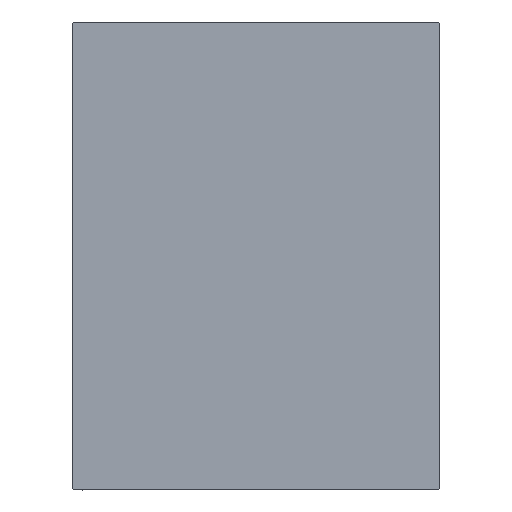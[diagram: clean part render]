
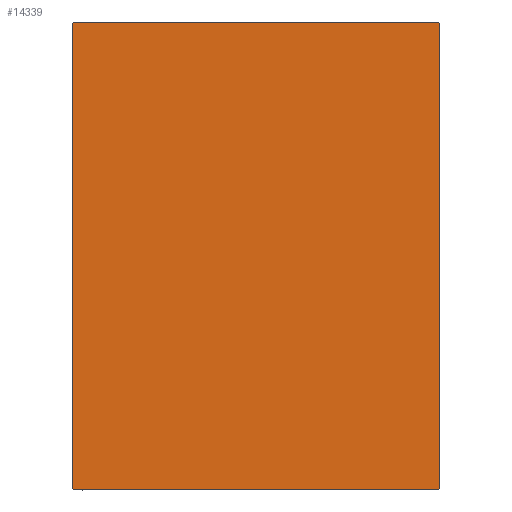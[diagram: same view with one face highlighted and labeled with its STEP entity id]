
A CAD part, left-side view. The second image highlights one B-rep face of the part: STEP entity #14339.
In plain terms, the highlighted face is planar.
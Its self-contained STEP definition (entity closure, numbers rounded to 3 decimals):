
#219 = ORIENTED_EDGE ( 'NONE', *, *, #22798, .T. ) ;
#771 = CARTESIAN_POINT ( 'NONE',  ( 173., -54.7, -70. ) ) ;
#1313 = CARTESIAN_POINT ( 'NONE',  ( 173., -55., -70. ) ) ;
#1759 = LINE ( 'NONE', #28123, #20637 ) ;
#2659 = VECTOR ( 'NONE', #19772, 1000. ) ;
#2889 = PLANE ( 'NONE',  #10237 ) ;
#3362 = VERTEX_POINT ( 'NONE', #37094 ) ;
#3513 = LINE ( 'NONE', #36934, #13328 ) ;
#3776 = LINE ( 'NONE', #14185, #9472 ) ;
#5394 = DIRECTION ( 'NONE',  ( 0., -1., 0. ) ) ;
#6440 = FACE_OUTER_BOUND ( 'NONE', #35053, .T. ) ;
#7763 = VECTOR ( 'NONE', #25838, 1000. ) ;
#7852 = EDGE_CURVE ( 'NONE', #10479, #14576, #16847, .T. ) ;
#7860 = EDGE_CURVE ( 'NONE', #35900, #10479, #3776, .T. ) ;
#8422 = DIRECTION ( 'NONE',  ( 0., -0.707, -0.707 ) ) ;
#8734 = LINE ( 'NONE', #33048, #2659 ) ;
#9472 = VECTOR ( 'NONE', #27689, 1000. ) ;
#10164 = EDGE_CURVE ( 'NONE', #12813, #22967, #29076, .T. ) ;
#10237 = AXIS2_PLACEMENT_3D ( 'NONE', #16613, #40082, #29890 ) ;
#10479 = VERTEX_POINT ( 'NONE', #31036 ) ;
#10602 = ORIENTED_EDGE ( 'NONE', *, *, #7860, .T. ) ;
#12342 = CARTESIAN_POINT ( 'NONE',  ( 173., 62.35, 62.35 ) ) ;
#12813 = VERTEX_POINT ( 'NONE', #20065 ) ;
#13328 = VECTOR ( 'NONE', #17015, 1000. ) ;
#14185 = CARTESIAN_POINT ( 'NONE',  ( 173., -55., 70. ) ) ;
#14339 = ADVANCED_FACE ( 'NONE', ( #6440 ), #2889, .T. ) ;
#14576 = VERTEX_POINT ( 'NONE', #771 ) ;
#15331 = ORIENTED_EDGE ( 'NONE', *, *, #28999, .T. ) ;
#16537 = VECTOR ( 'NONE', #17721, 1000. ) ;
#16613 = CARTESIAN_POINT ( 'NONE',  ( 173., 0., 0. ) ) ;
#16847 = LINE ( 'NONE', #30572, #16537 ) ;
#17015 = DIRECTION ( 'NONE',  ( 0., 0., 1. ) ) ;
#17721 = DIRECTION ( 'NONE',  ( 0., 0.707, -0.707 ) ) ;
#19194 = LINE ( 'NONE', #12342, #7763 ) ;
#19217 = ORIENTED_EDGE ( 'NONE', *, *, #31883, .T. ) ;
#19772 = DIRECTION ( 'NONE',  ( 0., 0.707, 0.707 ) ) ;
#20065 = CARTESIAN_POINT ( 'NONE',  ( 173., 54.7, 70. ) ) ;
#20637 = VECTOR ( 'NONE', #8422, 1000. ) ;
#20869 = CARTESIAN_POINT ( 'NONE',  ( 173., -54.7, 70. ) ) ;
#21219 = ORIENTED_EDGE ( 'NONE', *, *, #7852, .T. ) ;
#22798 = EDGE_CURVE ( 'NONE', #40348, #3362, #8734, .T. ) ;
#22967 = VERTEX_POINT ( 'NONE', #20869 ) ;
#24342 = LINE ( 'NONE', #1313, #37455 ) ;
#24598 = EDGE_CURVE ( 'NONE', #3362, #29042, #3513, .T. ) ;
#25838 = DIRECTION ( 'NONE',  ( 0., -0.707, 0.707 ) ) ;
#27689 = DIRECTION ( 'NONE',  ( 0., 0., -1. ) ) ;
#28123 = CARTESIAN_POINT ( 'NONE',  ( 173., -62.35, 62.35 ) ) ;
#28999 = EDGE_CURVE ( 'NONE', #14576, #40348, #24342, .T. ) ;
#29042 = VERTEX_POINT ( 'NONE', #30759 ) ;
#29076 = LINE ( 'NONE', #42558, #32156 ) ;
#29890 = DIRECTION ( 'NONE',  ( 0., 0., -1. ) ) ;
#30330 = ORIENTED_EDGE ( 'NONE', *, *, #10164, .T. ) ;
#30572 = CARTESIAN_POINT ( 'NONE',  ( 173., -62.35, -62.35 ) ) ;
#30759 = CARTESIAN_POINT ( 'NONE',  ( 173., 55., 69.7 ) ) ;
#31036 = CARTESIAN_POINT ( 'NONE',  ( 173., -55., -69.7 ) ) ;
#31671 = ORIENTED_EDGE ( 'NONE', *, *, #24598, .T. ) ;
#31883 = EDGE_CURVE ( 'NONE', #29042, #12813, #19194, .T. ) ;
#32156 = VECTOR ( 'NONE', #5394, 1000. ) ;
#33048 = CARTESIAN_POINT ( 'NONE',  ( 173., 62.35, -62.35 ) ) ;
#33238 = CARTESIAN_POINT ( 'NONE',  ( 173., -55., 69.7 ) ) ;
#35053 = EDGE_LOOP ( 'NONE', ( #15331, #219, #31671, #19217, #30330, #37196, #10602, #21219 ) ) ;
#35900 = VERTEX_POINT ( 'NONE', #33238 ) ;
#36934 = CARTESIAN_POINT ( 'NONE',  ( 173., 55., -70. ) ) ;
#37094 = CARTESIAN_POINT ( 'NONE',  ( 173., 55., -69.7 ) ) ;
#37196 = ORIENTED_EDGE ( 'NONE', *, *, #38392, .T. ) ;
#37455 = VECTOR ( 'NONE', #38501, 1000. ) ;
#38392 = EDGE_CURVE ( 'NONE', #22967, #35900, #1759, .T. ) ;
#38501 = DIRECTION ( 'NONE',  ( 0., 1., 0. ) ) ;
#40082 = DIRECTION ( 'NONE',  ( 1., 0., 0. ) ) ;
#40348 = VERTEX_POINT ( 'NONE', #41582 ) ;
#41582 = CARTESIAN_POINT ( 'NONE',  ( 173., 54.7, -70. ) ) ;
#42558 = CARTESIAN_POINT ( 'NONE',  ( 173., 55., 70. ) ) ;
